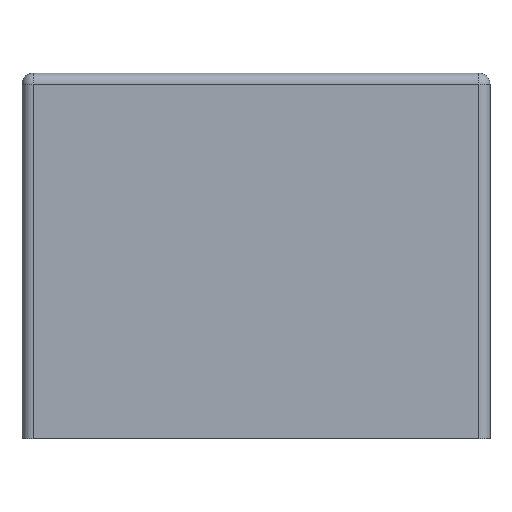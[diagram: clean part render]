
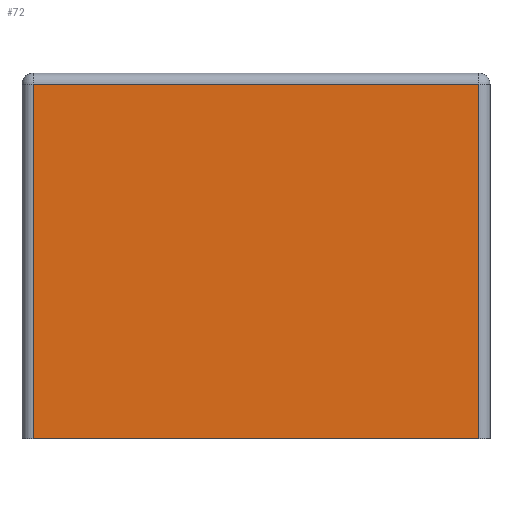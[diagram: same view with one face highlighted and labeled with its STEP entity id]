
A CAD part, top view. The second image highlights one B-rep face of the part: STEP entity #72.
In plain terms, the highlighted planar face has unit normal (0, 0, 1).
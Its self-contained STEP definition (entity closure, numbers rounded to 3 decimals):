
#1 = CARTESIAN_POINT ( 'NONE',  ( -21., 32.8, 9.5 ) ) ;
#6 = LINE ( 'NONE', #345, #455 ) ;
#7 = DIRECTION ( 'NONE',  ( 0., 1., 0. ) ) ;
#29 = VERTEX_POINT ( 'NONE', #82 ) ;
#35 = ORIENTED_EDGE ( 'NONE', *, *, #78, .T. ) ;
#37 = PLANE ( 'NONE',  #87 ) ;
#72 = ADVANCED_FACE ( 'NONE', ( #420 ), #37, .F. ) ;
#78 = EDGE_CURVE ( 'NONE', #398, #29, #6, .T. ) ;
#82 = CARTESIAN_POINT ( 'NONE',  ( 20., 31.8, 9.5 ) ) ;
#87 = AXIS2_PLACEMENT_3D ( 'NONE', #1, #192, #343 ) ;
#88 = CARTESIAN_POINT ( 'NONE',  ( -20., 31.8, 9.5 ) ) ;
#108 = ORIENTED_EDGE ( 'NONE', *, *, #235, .T. ) ;
#111 = ORIENTED_EDGE ( 'NONE', *, *, #424, .T. ) ;
#117 = VERTEX_POINT ( 'NONE', #243 ) ;
#139 = ORIENTED_EDGE ( 'NONE', *, *, #194, .T. ) ;
#171 = DIRECTION ( 'NONE',  ( -1., 0., 0. ) ) ;
#190 = EDGE_LOOP ( 'NONE', ( #139, #35, #108, #111 ) ) ;
#192 = DIRECTION ( 'NONE',  ( 0., 0., -1. ) ) ;
#194 = EDGE_CURVE ( 'NONE', #117, #398, #290, .T. ) ;
#204 = DIRECTION ( 'NONE',  ( 0., -1., 0. ) ) ;
#235 = EDGE_CURVE ( 'NONE', #29, #456, #258, .T. ) ;
#243 = CARTESIAN_POINT ( 'NONE',  ( -20., 0., 9.5 ) ) ;
#244 = CARTESIAN_POINT ( 'NONE',  ( -20., 32.8, 9.5 ) ) ;
#258 = LINE ( 'NONE', #405, #373 ) ;
#290 = LINE ( 'NONE', #439, #334 ) ;
#291 = CARTESIAN_POINT ( 'NONE',  ( 20., 0., 9.5 ) ) ;
#334 = VECTOR ( 'NONE', #364, 1000. ) ;
#342 = VECTOR ( 'NONE', #204, 1000. ) ;
#343 = DIRECTION ( 'NONE',  ( -1., 0., 0. ) ) ;
#345 = CARTESIAN_POINT ( 'NONE',  ( 20., 32.8, 9.5 ) ) ;
#364 = DIRECTION ( 'NONE',  ( 1., 0., 0. ) ) ;
#373 = VECTOR ( 'NONE', #171, 1000. ) ;
#398 = VERTEX_POINT ( 'NONE', #291 ) ;
#405 = CARTESIAN_POINT ( 'NONE',  ( -21., 31.8, 9.5 ) ) ;
#420 = FACE_OUTER_BOUND ( 'NONE', #190, .T. ) ;
#424 = EDGE_CURVE ( 'NONE', #456, #117, #437, .T. ) ;
#437 = LINE ( 'NONE', #244, #342 ) ;
#439 = CARTESIAN_POINT ( 'NONE',  ( -21., 0., 9.5 ) ) ;
#455 = VECTOR ( 'NONE', #7, 1000. ) ;
#456 = VERTEX_POINT ( 'NONE', #88 ) ;
